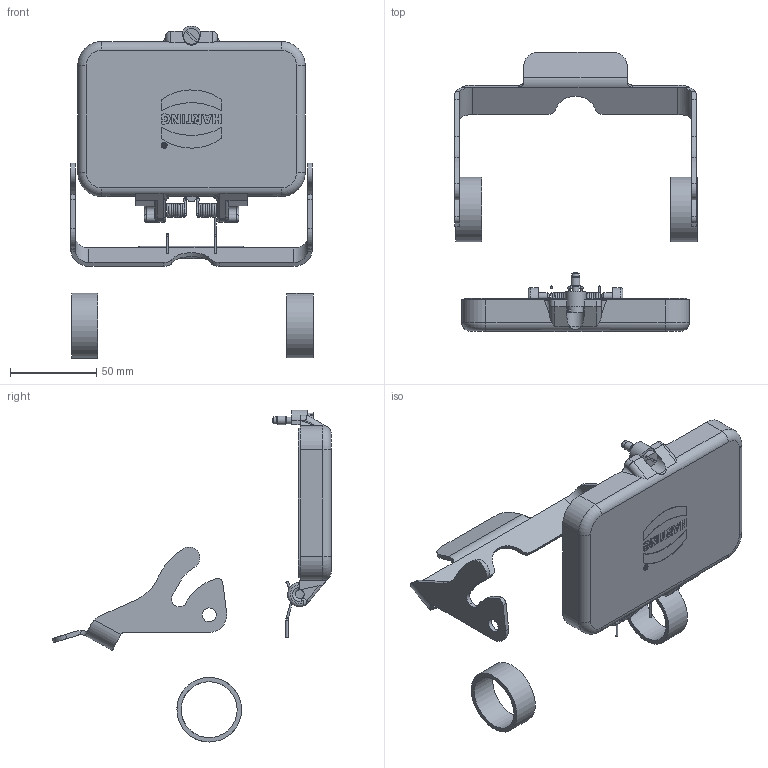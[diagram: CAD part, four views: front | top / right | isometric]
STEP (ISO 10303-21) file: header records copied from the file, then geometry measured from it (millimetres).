
FILE_DESCRIPTION((''),'2;1');
FILE_NAME('05300482263.stp','2020-07-17T10:29:11',('e.eickhoff'),(''),'Autodesk Inventor 2012','Autodesk Inventor 2012','');
FILE_SCHEMA(('AUTOMOTIVE_DESIGN { 1 0 10303 214 1 1 1 1 }'));
Length unit declared in the file: millimetre
Products named in the file (3): 05300482263; M32-PG29 Adapter
Assembly tree (3 placements, depth 2):
  05300482263
    05300482263
    M32-PG29 Adapter  x2
Bounding box: 140.6 x 162.18 x 192.7 mm (x, y, z)
Volume: 88836.2 mm3; surface area: 68160.3 mm2
Topology: 11 solids, 16 shells, 419 faces, 1285 edges, 1140 vertices
Faces by surface type: plane 234, cylinder 111, bspline 43, torus 27, cone 4
Full cylindrical faces by diameter (mm): 1.3 x4, 2.204 x1, 3.4 x1, 3.9 x1, 4.2 x1, 4.7 x1, 5 x1, 5.2 x2, 6 x1, 8.1 x2, 9 x1, 32.5 x2, 37.5 x2
Entity records: 27475 total; most frequent: CARTESIAN_POINT 15907, DIRECTION 2094, ORIENTED_EDGE 1998, EDGE_CURVE 1002, VECTOR 744, LINE 744, AXIS2_PLACEMENT_3D 675, VERTEX_POINT 658
